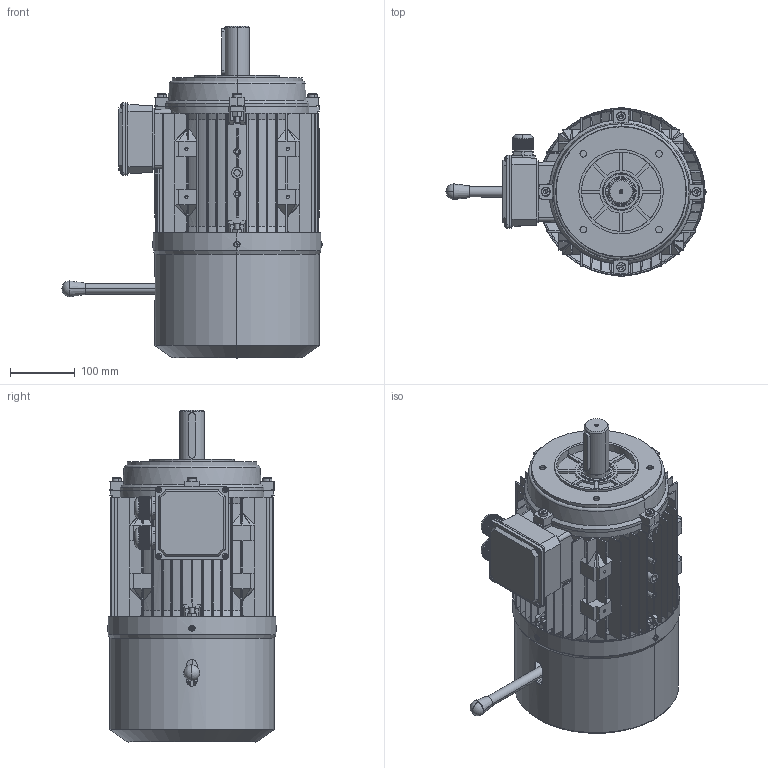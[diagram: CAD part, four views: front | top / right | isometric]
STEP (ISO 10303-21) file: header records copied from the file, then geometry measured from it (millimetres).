
FILE_DESCRIPTION (( 'STEP AP203' ), '1' );
FILE_NAME ('MSB132S B14俋倛芞.STEP', '2012-12-30T01:28:16', ( 'USER' ), ( 'MS' ), 'SwSTEP 2.0', 'SolidWorks 2008', '' );
FILE_SCHEMA (( 'CONFIG_CONTROL_DESIGN' ));
Products named in the file (14): 132油封_默认; 132B14盖_默认; MSB132后盖_默认; MSB132风罩_默认; 内六角圆柱头螺栓M7_默认; MSB132S B14俋倛芞; 132S机壳_默认; 132风叶_默认; 132諉盄碟釱蹟隊_GB_CROSS_SCREWS_TYPE1 M4X6-6  H type-N; 132机壳螺母_默认; MS132接线盒盖_默认; MS132接线盒座_默认; 112-132出线螺套_默认; 风罩螺钉M5_默认
Assembly tree (34 placements, depth 2):
  MSB132S B14俋倛芞
    内六角圆柱头螺栓M7_默认  x8
    132諉盄碟釱蹟隊_GB_CROSS_SCREWS_TYPE1 M4X6-6  H type-N  x4
    112-132出线螺套_默认  x2
    132机壳螺母_默认  x8
    132B14盖_默认
    MSB132后盖_默认
    132油封_默认
    MS132接线盒盖_默认
    MSB132风罩_默认
    风罩螺钉M5_默认  x4
    132S机壳_默认
    132风叶_默认
    MS132接线盒座_默认
Bounding box: 400.35 x 261.51 x 510.96 mm (x, y, z)
Volume: 2562217.2 mm3; surface area: 1530367.9 mm2
Topology: 37 solids, 37 shells, 3653 faces, 9788 edges, 6277 vertices
Faces by surface type: plane 2546, cylinder 607, cone 338, torus 72, bspline 64, sphere 26
Entity records: 96232 total; most frequent: CARTESIAN_POINT 22680, ORIENTED_EDGE 15382, DIRECTION 13699, EDGE_CURVE 7691, VECTOR 5489, LINE 5489, VERTEX_POINT 4996, AXIS2_PLACEMENT_3D 4105
